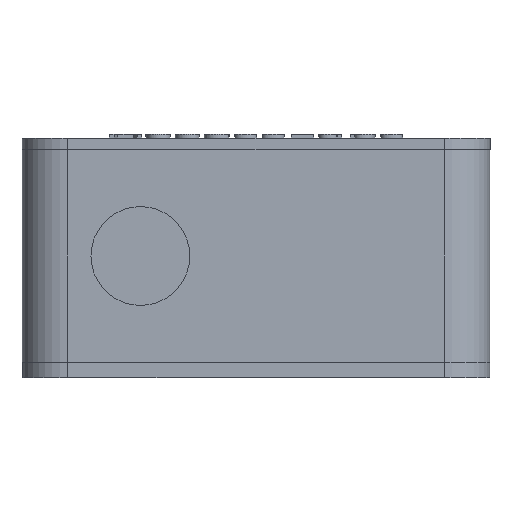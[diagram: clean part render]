
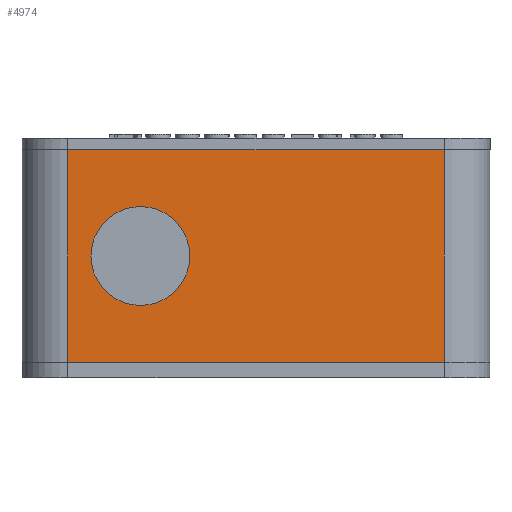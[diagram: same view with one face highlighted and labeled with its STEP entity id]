
A CAD part, front view. The second image highlights one B-rep face of the part: STEP entity #4974.
In plain terms, the highlighted planar face has unit normal (0, -1, 0).
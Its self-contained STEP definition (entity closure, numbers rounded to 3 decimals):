
#202=FACE_BOUND('',#602,.T.);
#320=FACE_OUTER_BOUND('',#601,.T.);
#601=EDGE_LOOP('',(#3782,#3783,#3784,#3785));
#602=EDGE_LOOP('',(#3786));
#854=CIRCLE('',#5348,6.5);
#1136=LINE('',#7437,#1704);
#1137=LINE('',#7439,#1705);
#1138=LINE('',#7441,#1706);
#1139=LINE('',#7442,#1707);
#1704=VECTOR('',#6108,49.5);
#1705=VECTOR('',#6109,27.9);
#1706=VECTOR('',#6110,49.5);
#1707=VECTOR('',#6111,27.9);
#2244=VERTEX_POINT('',#7435);
#2245=VERTEX_POINT('',#7436);
#2246=VERTEX_POINT('',#7438);
#2247=VERTEX_POINT('',#7440);
#2248=VERTEX_POINT('',#7443);
#2811=EDGE_CURVE('',#2244,#2245,#1136,.T.);
#2812=EDGE_CURVE('',#2245,#2246,#1137,.T.);
#2813=EDGE_CURVE('',#2247,#2246,#1138,.T.);
#2814=EDGE_CURVE('',#2247,#2244,#1139,.T.);
#2815=EDGE_CURVE('',#2248,#2248,#854,.T.);
#3782=ORIENTED_EDGE('',*,*,#2811,.T.);
#3783=ORIENTED_EDGE('',*,*,#2812,.T.);
#3784=ORIENTED_EDGE('',*,*,#2813,.F.);
#3785=ORIENTED_EDGE('',*,*,#2814,.T.);
#3786=ORIENTED_EDGE('',*,*,#2815,.F.);
#4759=PLANE('',#5347);
#4974=ADVANCED_FACE('',(#320,#202),#4759,.T.);
#5347=AXIS2_PLACEMENT_3D('',#7434,#6106,#6107);
#5348=AXIS2_PLACEMENT_3D('',#7444,#6112,#6113);
#6106=DIRECTION('center_axis',(0.,-1.,0.));
#6107=DIRECTION('ref_axis',(1.,0.,0.));
#6108=DIRECTION('',(1.,0.,0.));
#6109=DIRECTION('',(0.,0.,1.));
#6110=DIRECTION('',(1.,0.,0.));
#6111=DIRECTION('',(0.,0.,-1.));
#6112=DIRECTION('center_axis',(0.,-1.,0.));
#6113=DIRECTION('ref_axis',(1.,0.,0.));
#7434=CARTESIAN_POINT('Origin',(-27.,-57.,2.05));
#7435=CARTESIAN_POINT('',(-24.75,-57.,2.05));
#7436=CARTESIAN_POINT('',(24.75,-57.,2.05));
#7437=CARTESIAN_POINT('',(-24.75,-57.,2.05));
#7438=CARTESIAN_POINT('',(24.75,-57.,29.95));
#7439=CARTESIAN_POINT('',(24.75,-57.,2.05));
#7440=CARTESIAN_POINT('',(-24.75,-57.,29.95));
#7441=CARTESIAN_POINT('',(-24.75,-57.,29.95));
#7442=CARTESIAN_POINT('',(-24.75,-57.,29.95));
#7443=CARTESIAN_POINT('',(-21.7,-57.,16.));
#7444=CARTESIAN_POINT('Origin',(-15.2,-57.,16.));
